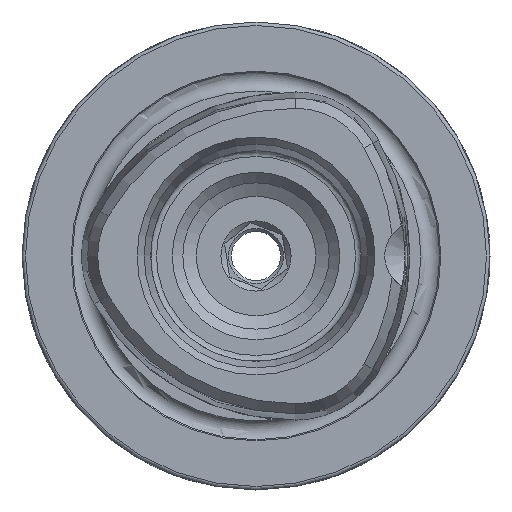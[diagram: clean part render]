
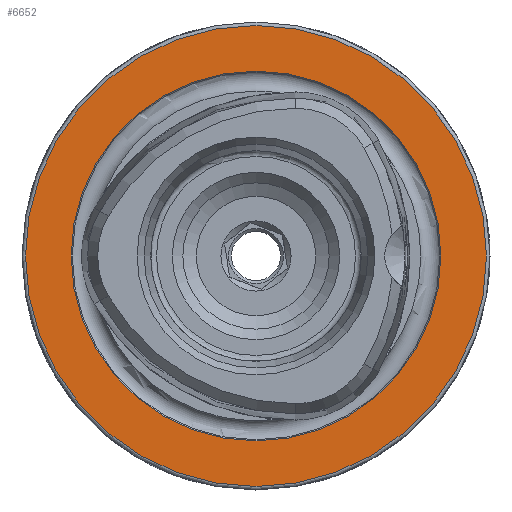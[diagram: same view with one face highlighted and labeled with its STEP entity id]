
A CAD part, left-side view. The second image highlights one B-rep face of the part: STEP entity #6652.
In plain terms, the highlighted planar face has unit normal (-1, 0, 0).
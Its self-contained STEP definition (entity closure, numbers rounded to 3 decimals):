
#635 = DIRECTION ( 'NONE',  ( 0., 0., -1. ) ) ;
#1793 = FACE_OUTER_BOUND ( 'NONE', #14238, .T. ) ;
#1821 = DIRECTION ( 'NONE',  ( 1., 0., 0. ) ) ;
#2374 = AXIS2_PLACEMENT_3D ( 'NONE', #5893, #12706, #12944 ) ;
#2485 = AXIS2_PLACEMENT_3D ( 'NONE', #13029, #1821, #635 ) ;
#2819 = ORIENTED_EDGE ( 'NONE', *, *, #14263, .F. ) ;
#3841 = ORIENTED_EDGE ( 'NONE', *, *, #6366, .T. ) ;
#4494 = DIRECTION ( 'NONE',  ( -1., 0., 0. ) ) ;
#4847 = VERTEX_POINT ( 'NONE', #4911 ) ;
#4911 = CARTESIAN_POINT ( 'NONE',  ( 0., 0., 19.7 ) ) ;
#4957 = CIRCLE ( 'NONE', #2374, 19.7 ) ;
#5893 = CARTESIAN_POINT ( 'NONE',  ( 0., 0., 0. ) ) ;
#5948 = CIRCLE ( 'NONE', #8095, 15.8 ) ;
#6366 = EDGE_CURVE ( 'NONE', #4847, #4847, #4957, .T. ) ;
#6652 = ADVANCED_FACE ( 'NONE', ( #7458, #1793 ), #14354, .F. ) ;
#7458 = FACE_BOUND ( 'NONE', #13775, .T. ) ;
#7865 = VERTEX_POINT ( 'NONE', #14282 ) ;
#8095 = AXIS2_PLACEMENT_3D ( 'NONE', #9100, #4494, #13406 ) ;
#9100 = CARTESIAN_POINT ( 'NONE',  ( 0., 0., 0. ) ) ;
#12706 = DIRECTION ( 'NONE',  ( -1., 0., 0. ) ) ;
#12944 = DIRECTION ( 'NONE',  ( 0., 0., 1. ) ) ;
#13029 = CARTESIAN_POINT ( 'NONE',  ( 0., 15.8, 0. ) ) ;
#13406 = DIRECTION ( 'NONE',  ( 0., 0., 1. ) ) ;
#13775 = EDGE_LOOP ( 'NONE', ( #2819 ) ) ;
#14238 = EDGE_LOOP ( 'NONE', ( #3841 ) ) ;
#14263 = EDGE_CURVE ( 'NONE', #7865, #7865, #5948, .T. ) ;
#14282 = CARTESIAN_POINT ( 'NONE',  ( 0., 0., 15.8 ) ) ;
#14354 = PLANE ( 'NONE',  #2485 ) ;
